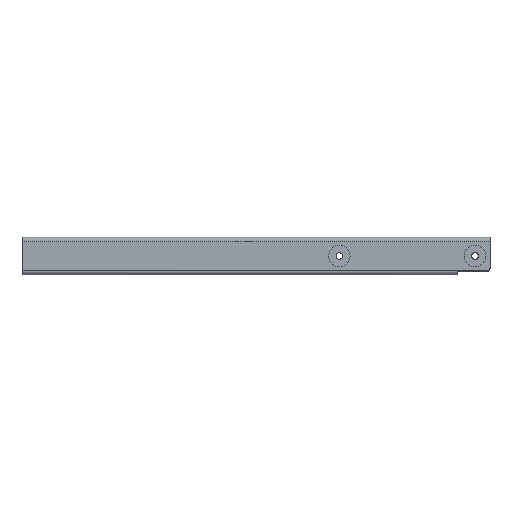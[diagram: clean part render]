
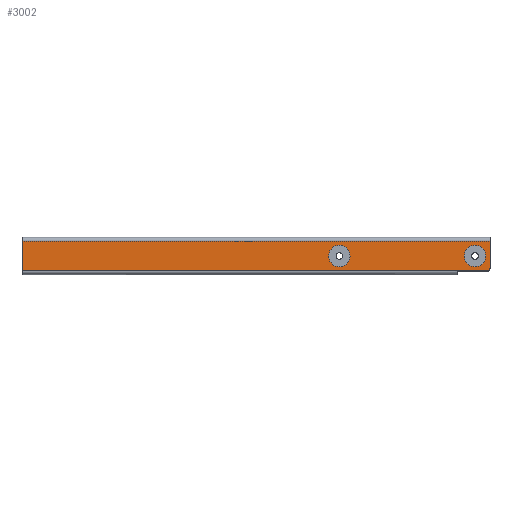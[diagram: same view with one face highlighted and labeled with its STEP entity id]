
A CAD part, left-side view. The second image highlights one B-rep face of the part: STEP entity #3002.
In plain terms, the highlighted planar face has unit normal (-1, 0, 0).
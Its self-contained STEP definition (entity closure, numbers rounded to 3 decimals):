
#51=DIRECTION('',(0.,0.,1.));
#52=VECTOR('',#51,29.);
#53=CARTESIAN_POINT('',(-68.5,0.,-13.));
#54=LINE('',#53,#52);
#316=DIRECTION('',(0.,0.,1.));
#317=VECTOR('',#316,32.);
#318=CARTESIAN_POINT('',(-68.5,500.,-16.));
#319=LINE('',#318,#317);
#496=CARTESIAN_POINT('',(-68.5,4.,-13.));
#497=DIRECTION('',(-1.,0.,0.));
#498=DIRECTION('',(0.,-0.661,-0.75));
#499=AXIS2_PLACEMENT_3D('',#496,#497,#498);
#501=DIRECTION('',(0.,-1.,0.));
#502=VECTOR('',#501,498.646);
#503=CARTESIAN_POINT('',(-68.5,500.,-16.));
#504=LINE('',#503,#502);
#505=DIRECTION('',(0.,-1.,0.));
#506=VECTOR('',#505,500.);
#507=CARTESIAN_POINT('',(-68.5,500.,16.));
#508=LINE('',#507,#506);
#509=CARTESIAN_POINT('',(-68.5,16.,0.));
#510=DIRECTION('',(-1.,0.,0.));
#511=DIRECTION('',(0.,1.,0.));
#512=AXIS2_PLACEMENT_3D('',#509,#510,#511);
#514=CARTESIAN_POINT('',(-68.5,16.,0.));
#515=DIRECTION('',(-1.,0.,0.));
#516=DIRECTION('',(0.,-1.,0.));
#517=AXIS2_PLACEMENT_3D('',#514,#515,#516);
#519=CARTESIAN_POINT('',(-68.5,161.,0.));
#520=DIRECTION('',(-1.,0.,0.));
#521=DIRECTION('',(0.,1.,0.));
#522=AXIS2_PLACEMENT_3D('',#519,#520,#521);
#524=CARTESIAN_POINT('',(-68.5,161.,0.));
#525=DIRECTION('',(-1.,0.,0.));
#526=DIRECTION('',(0.,-1.,0.));
#527=AXIS2_PLACEMENT_3D('',#524,#525,#526);
#1831=CARTESIAN_POINT('',(-68.5,1.354,-16.));
#1958=CARTESIAN_POINT('',(-68.5,0.,16.));
#1960=VERTEX_POINT('',#1958);
#1961=CARTESIAN_POINT('',(-68.5,500.,16.));
#1962=VERTEX_POINT('',#1961);
#1966=CARTESIAN_POINT('',(-68.5,500.,-16.));
#1968=VERTEX_POINT('',#1966);
#2190=VERTEX_POINT('',#1831);
#2191=CARTESIAN_POINT('',(-68.5,0.,-13.));
#2192=VERTEX_POINT('',#2191);
#2225=CARTESIAN_POINT('',(-68.5,27.5,0.));
#2226=CARTESIAN_POINT('',(-68.5,4.5,0.));
#2227=VERTEX_POINT('',#2225);
#2228=VERTEX_POINT('',#2226);
#2229=CARTESIAN_POINT('',(-68.5,172.5,0.));
#2230=CARTESIAN_POINT('',(-68.5,149.5,0.));
#2231=VERTEX_POINT('',#2229);
#2232=VERTEX_POINT('',#2230);
#2976=CARTESIAN_POINT('',(-68.5,0.,-20.));
#2977=DIRECTION('',(-1.,0.,0.));
#2978=DIRECTION('',(0.,0.,1.));
#2979=AXIS2_PLACEMENT_3D('',#2976,#2977,#2978);
#2980=PLANE('',#2979);
#2982=ORIENTED_EDGE('',*,*,#2981,.F.);
#2984=ORIENTED_EDGE('',*,*,#2983,.F.);
#2985=ORIENTED_EDGE('',*,*,#2774,.T.);
#2986=ORIENTED_EDGE('',*,*,#2969,.T.);
#2987=ORIENTED_EDGE('',*,*,#2534,.F.);
#2988=EDGE_LOOP('',(#2982,#2984,#2985,#2986,#2987));
#2989=FACE_OUTER_BOUND('',#2988,.F.);
#2991=ORIENTED_EDGE('',*,*,#2990,.T.);
#2993=ORIENTED_EDGE('',*,*,#2992,.T.);
#2994=EDGE_LOOP('',(#2991,#2993));
#2995=FACE_BOUND('',#2994,.F.);
#2997=ORIENTED_EDGE('',*,*,#2996,.T.);
#2999=ORIENTED_EDGE('',*,*,#2998,.T.);
#3000=EDGE_LOOP('',(#2997,#2999));
#3001=FACE_BOUND('',#3000,.F.);
#3002=ADVANCED_FACE('',(#2989,#2995,#3001),#2980,.T.);
#500=CIRCLE('',#499,4.);
#513=CIRCLE('',#512,11.5);
#518=CIRCLE('',#517,11.5);
#523=CIRCLE('',#522,11.5);
#528=CIRCLE('',#527,11.5);
#2534=EDGE_CURVE('',#2192,#1960,#54,.T.);
#2774=EDGE_CURVE('',#1968,#1962,#319,.T.);
#2969=EDGE_CURVE('',#1962,#1960,#508,.T.);
#2981=EDGE_CURVE('',#2190,#2192,#500,.T.);
#2983=EDGE_CURVE('',#1968,#2190,#504,.T.);
#2990=EDGE_CURVE('',#2227,#2228,#513,.T.);
#2992=EDGE_CURVE('',#2228,#2227,#518,.T.);
#2996=EDGE_CURVE('',#2231,#2232,#523,.T.);
#2998=EDGE_CURVE('',#2232,#2231,#528,.T.);
